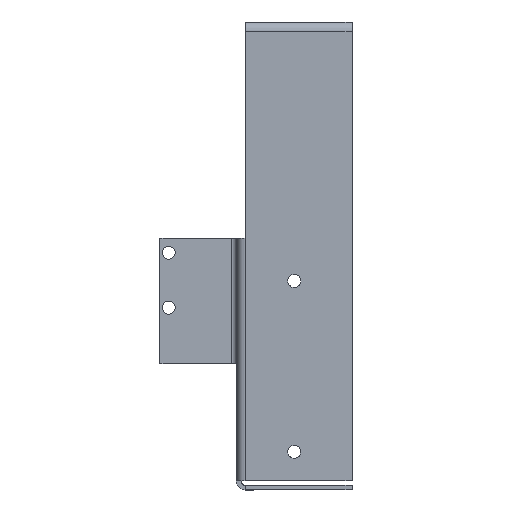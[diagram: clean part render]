
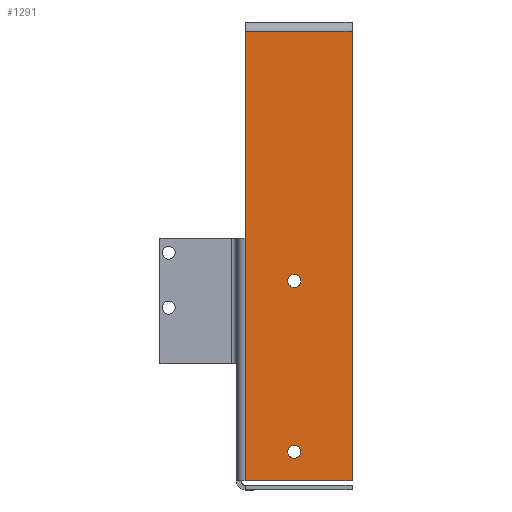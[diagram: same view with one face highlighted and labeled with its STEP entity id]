
A CAD part, left-side view. The second image highlights one B-rep face of the part: STEP entity #1291.
In plain terms, the highlighted planar face has unit normal (-1, 0, 0).
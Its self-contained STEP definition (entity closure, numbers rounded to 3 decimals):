
#35=PLANE('',#1400);
#119=LINE('',#2012,#247);
#134=LINE('',#2048,#262);
#137=LINE('',#2054,#265);
#138=LINE('',#2056,#266);
#139=LINE('',#2057,#267);
#247=VECTOR('',#1612,36.825);
#262=VECTOR('',#1651,155.475);
#265=VECTOR('',#1656,71.588);
#266=VECTOR('',#1657,83.888);
#267=VECTOR('',#1658,36.825);
#342=FACE_BOUND('',#485,.T.);
#343=FACE_BOUND('',#486,.T.);
#344=FACE_BOUND('',#487,.T.);
#485=EDGE_LOOP('',(#1022));
#486=EDGE_LOOP('',(#1023));
#487=EDGE_LOOP('',(#1024,#1025,#1026,#1027,#1028));
#553=CIRCLE('',#1345,2.25);
#557=CIRCLE('',#1351,2.25);
#601=VERTEX_POINT('',#1867);
#605=VERTEX_POINT('',#1877);
#654=VERTEX_POINT('',#2009);
#655=VERTEX_POINT('',#2011);
#664=VERTEX_POINT('',#2047);
#666=VERTEX_POINT('',#2053);
#667=VERTEX_POINT('',#2055);
#707=EDGE_CURVE('',#601,#601,#553,.T.);
#711=EDGE_CURVE('',#605,#605,#557,.T.);
#774=EDGE_CURVE('',#655,#654,#119,.T.);
#792=EDGE_CURVE('',#664,#655,#134,.T.);
#795=EDGE_CURVE('',#654,#666,#137,.T.);
#796=EDGE_CURVE('',#666,#667,#138,.T.);
#797=EDGE_CURVE('',#664,#667,#139,.T.);
#1022=ORIENTED_EDGE('',*,*,#707,.T.);
#1023=ORIENTED_EDGE('',*,*,#711,.T.);
#1024=ORIENTED_EDGE('',*,*,#774,.T.);
#1025=ORIENTED_EDGE('',*,*,#795,.T.);
#1026=ORIENTED_EDGE('',*,*,#796,.T.);
#1027=ORIENTED_EDGE('',*,*,#797,.F.);
#1028=ORIENTED_EDGE('',*,*,#792,.T.);
#1291=ADVANCED_FACE('',(#342,#343,#344),#35,.T.);
#1345=AXIS2_PLACEMENT_3D('',#1868,#1479,#1480);
#1351=AXIS2_PLACEMENT_3D('',#1878,#1491,#1492);
#1400=AXIS2_PLACEMENT_3D('',#2052,#1654,#1655);
#1479=DIRECTION('center_axis',(1.,0.,0.));
#1480=DIRECTION('ref_axis',(0.,0.,1.));
#1491=DIRECTION('center_axis',(1.,0.,0.));
#1492=DIRECTION('ref_axis',(0.,0.,1.));
#1612=DIRECTION('',(0.,1.,0.));
#1651=DIRECTION('',(0.,0.,1.));
#1654=DIRECTION('center_axis',(-1.,0.,0.));
#1655=DIRECTION('ref_axis',(0.,0.,1.));
#1656=DIRECTION('',(0.,0.,-1.));
#1657=DIRECTION('',(0.,0.,-1.));
#1658=DIRECTION('',(0.,1.,0.));
#1867=CARTESIAN_POINT('',(-128.65,-18.413,24.919));
#1868=CARTESIAN_POINT('Origin',(-128.65,-18.413,27.169));
#1877=CARTESIAN_POINT('',(-128.65,-18.413,-34.181));
#1878=CARTESIAN_POINT('Origin',(-128.65,-18.413,-31.931));
#2009=CARTESIAN_POINT('',(-128.65,-1.587,113.531));
#2011=CARTESIAN_POINT('',(-128.65,-38.413,113.531));
#2012=CARTESIAN_POINT('',(-128.65,-28.309,113.531));
#2047=CARTESIAN_POINT('',(-128.65,-38.413,-41.944));
#2048=CARTESIAN_POINT('',(-128.65,-38.413,41.944));
#2052=CARTESIAN_POINT('Origin',(-128.65,-18.205,0.));
#2053=CARTESIAN_POINT('',(-128.65,-1.587,41.944));
#2054=CARTESIAN_POINT('',(-128.65,-1.587,116.706));
#2055=CARTESIAN_POINT('',(-128.65,-1.587,-41.944));
#2056=CARTESIAN_POINT('',(-128.65,-1.588,0.));
#2057=CARTESIAN_POINT('',(-128.65,5.594,-41.944));
